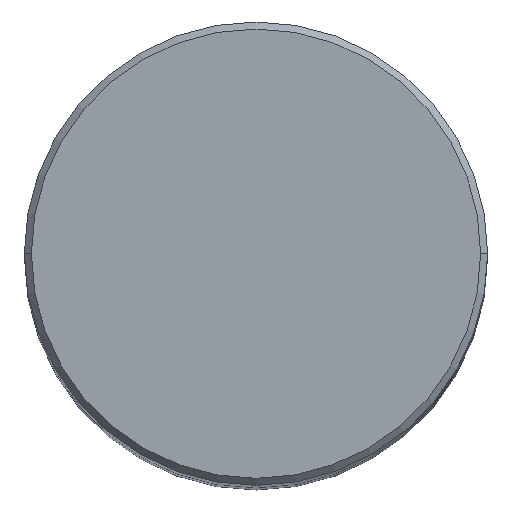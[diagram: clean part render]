
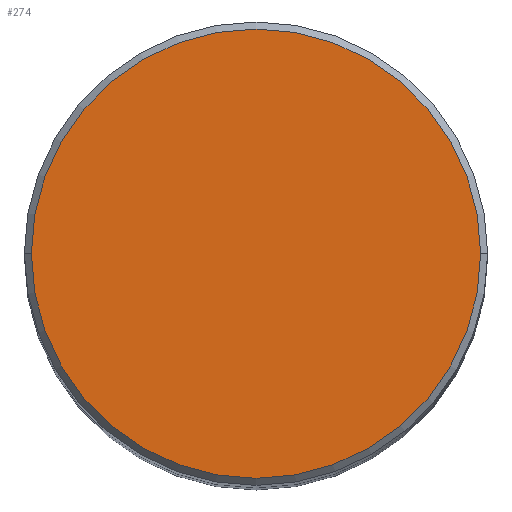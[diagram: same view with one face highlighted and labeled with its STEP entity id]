
A CAD part, top view. The second image highlights one B-rep face of the part: STEP entity #274.
In plain terms, the highlighted planar face has unit normal (0, 0, 1).
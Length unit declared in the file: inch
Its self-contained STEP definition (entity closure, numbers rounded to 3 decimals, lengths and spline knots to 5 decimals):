
#11 = CIRCLE ( 'NONE', #34, 0.47713 ) ;
#14 = CARTESIAN_POINT ( 'NONE',  ( 0., 0., 5.90551 ) ) ;
#21 = ORIENTED_EDGE ( 'NONE', *, *, #53, .T. ) ;
#23 = AXIS2_PLACEMENT_3D ( 'NONE', #14, #98, #77 ) ;
#34 = AXIS2_PLACEMENT_3D ( 'NONE', #134, #85, #222 ) ;
#44 = AXIS2_PLACEMENT_3D ( 'NONE', #86, #158, #121 ) ;
#53 = EDGE_CURVE ( 'NONE', #187, #67, #253, .T. ) ;
#59 = CARTESIAN_POINT ( 'NONE',  ( 0.47713, 0., 5.90551 ) ) ;
#67 = VERTEX_POINT ( 'NONE', #191 ) ;
#77 = DIRECTION ( 'NONE',  ( 1., 0., 0. ) ) ;
#85 = DIRECTION ( 'NONE',  ( 0., 0., 1. ) ) ;
#86 = CARTESIAN_POINT ( 'NONE',  ( 0., 0., 5.90551 ) ) ;
#98 = DIRECTION ( 'NONE',  ( 0., 0., 1. ) ) ;
#110 = PLANE ( 'NONE',  #44 ) ;
#119 = EDGE_LOOP ( 'NONE', ( #296, #21 ) ) ;
#121 = DIRECTION ( 'NONE',  ( 1., 0., 0. ) ) ;
#132 = FACE_OUTER_BOUND ( 'NONE', #119, .T. ) ;
#134 = CARTESIAN_POINT ( 'NONE',  ( 0., 0., 5.90551 ) ) ;
#158 = DIRECTION ( 'NONE',  ( 0., 0., 1. ) ) ;
#187 = VERTEX_POINT ( 'NONE', #59 ) ;
#191 = CARTESIAN_POINT ( 'NONE',  ( -0.47713, 0., 5.90551 ) ) ;
#196 = EDGE_CURVE ( 'NONE', #67, #187, #11, .T. ) ;
#222 = DIRECTION ( 'NONE',  ( 1., 0., 0. ) ) ;
#253 = CIRCLE ( 'NONE', #23, 0.47713 ) ;
#274 = ADVANCED_FACE ( 'NONE', ( #132 ), #110, .T. ) ;
#296 = ORIENTED_EDGE ( 'NONE', *, *, #196, .T. ) ;
